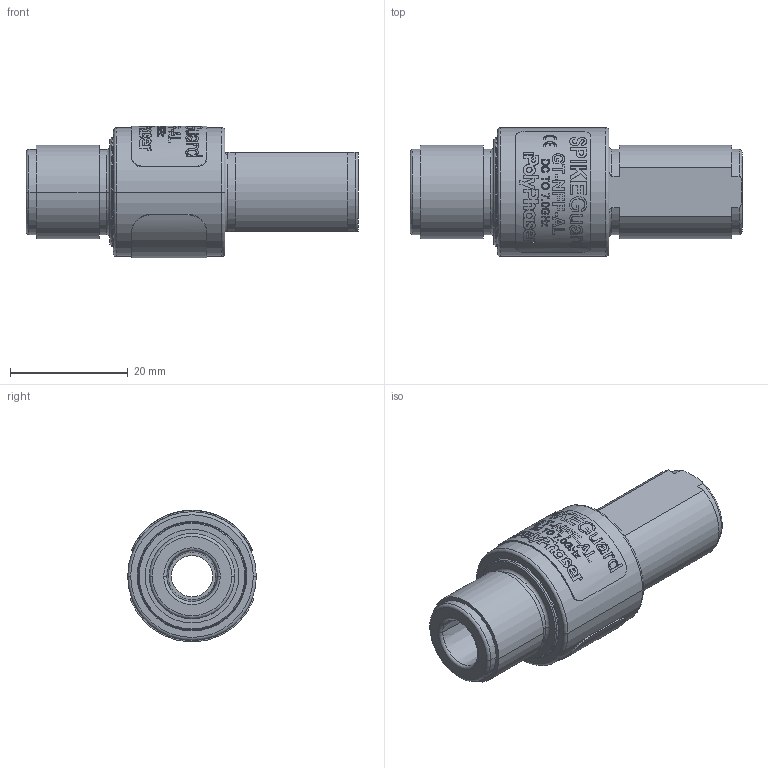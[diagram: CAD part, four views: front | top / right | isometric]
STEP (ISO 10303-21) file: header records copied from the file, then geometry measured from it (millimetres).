
FILE_DESCRIPTION (( 'STEP AP214' ), '1' );
FILE_NAME ('GT-NFF-AL rev g.STEP', '2018-02-28T23:47:56', ( '' ), ( '' ), 'SwSTEP 2.0', 'SolidWorks 2016', '' );
FILE_SCHEMA (( 'AUTOMOTIVE_DESIGN' ));
Length unit declared in the file: inch
Products named in the file (7): 5800-0137; 5800-0138; 2003-1052_Curved 3; GT-NFF-AL rev g; 9090-1993_Unit Only; 7040-0062; 7020-3165
Assembly tree (6 placements, depth 3):
  GT-NFF-AL rev g
    9090-1993_Unit Only
      2003-1052_Curved 3
      5800-0138
      5800-0137
      7020-3165
      7040-0062
Bounding box: 56.39 x 21.84 x 22.31 mm (x, y, z)
Volume: 9556.1 mm3; surface area: 8966.3 mm2
Topology: 5 solids, 5 shells, 1134 faces, 3161 edges, 2096 vertices
Faces by surface type: bspline 515, plane 372, cylinder 203, torus 28, cone 16
Entity records: 65693 total; most frequent: CARTESIAN_POINT 30217, ORIENTED_EDGE 6322, DIRECTION 3297, EDGE_CURVE 3161, VERTEX_POINT 2096, B_SPLINE_CURVE_WITH_KNOTS 1742, AXIS2_PLACEMENT_3D 1249, EDGE_LOOP 1199
